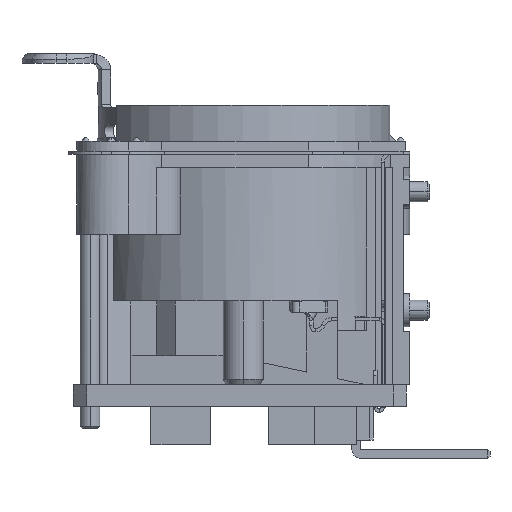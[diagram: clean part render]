
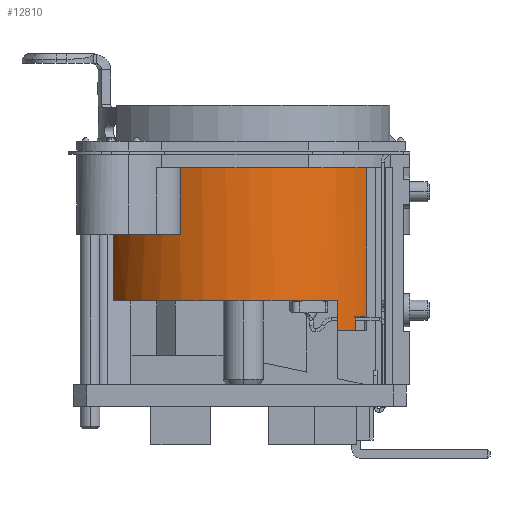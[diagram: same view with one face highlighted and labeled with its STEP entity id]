
A CAD part, left-side view. The second image highlights one B-rep face of the part: STEP entity #12810.
In plain terms, the highlighted cylindrical face has radius 11 mm (diameter 22 mm), a partial arc.
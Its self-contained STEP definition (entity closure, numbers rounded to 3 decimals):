
#21=DIRECTION('',(0.,0.,1.));
#22=VECTOR('',#21,12.2);
#23=CARTESIAN_POINT('',(-5.9,-9.284,-16.9));
#24=LINE('',#23,#22);
#180=CARTESIAN_POINT('',(0.,0.,-4.7));
#181=DIRECTION('',(0.,0.,1.));
#182=DIRECTION('',(-0.46,0.888,0.));
#183=AXIS2_PLACEMENT_3D('',#180,#181,#182);
#226=CARTESIAN_POINT('',(0.,0.,-4.7));
#227=DIRECTION('',(0.,0.,-1.));
#228=DIRECTION('',(-0.536,-0.844,0.));
#229=AXIS2_PLACEMENT_3D('',#226,#227,#228);
#585=CARTESIAN_POINT('',(0.,0.,-14.7));
#586=DIRECTION('',(0.,0.,-1.));
#587=DIRECTION('',(-0.764,-0.645,0.));
#588=AXIS2_PLACEMENT_3D('',#585,#586,#587);
#3518=CARTESIAN_POINT('',(0.,0.,-9.7));
#3519=DIRECTION('',(0.,0.,-1.));
#3520=DIRECTION('',(-0.903,0.43,0.));
#3521=AXIS2_PLACEMENT_3D('',#3518,#3519,#3520);
#3552=DIRECTION('',(0.,0.,1.));
#3553=VECTOR('',#3552,10.);
#3554=CARTESIAN_POINT('',(-5.059,9.768,-14.7));
#3555=LINE('',#3554,#3553);
#3556=DIRECTION('',(0.,0.,-1.));
#3557=VECTOR('',#3556,5.);
#3558=CARTESIAN_POINT('',(-9.933,4.727,-4.7));
#3559=LINE('',#3558,#3557);
#4520=DIRECTION('',(0.,0.,-1.));
#4521=VECTOR('',#4520,2.2);
#4522=CARTESIAN_POINT('',(-8.402,-7.1,-14.7));
#4523=LINE('',#4522,#4521);
#4556=CARTESIAN_POINT('',(0.,0.,-16.9));
#4557=DIRECTION('',(0.,0.,-1.));
#4558=DIRECTION('',(-0.641,-0.768,0.));
#4559=AXIS2_PLACEMENT_3D('',#4556,#4557,#4558);
#4569=DIRECTION('',(0.,0.,-1.));
#4570=VECTOR('',#4569,1.);
#4571=CARTESIAN_POINT('',(-7.05,-8.444,-15.9));
#4572=LINE('',#4571,#4570);
#4609=CARTESIAN_POINT('',(0.,0.,-15.9));
#4610=DIRECTION('',(0.,0.,-1.));
#4611=DIRECTION('',(-0.564,-0.826,0.));
#4612=AXIS2_PLACEMENT_3D('',#4609,#4610,#4611);
#4626=CARTESIAN_POINT('',(0.,0.,-16.9));
#4627=DIRECTION('',(0.,0.,-1.));
#4628=DIRECTION('',(-0.536,-0.844,0.));
#4629=AXIS2_PLACEMENT_3D('',#4626,#4627,#4628);
#4639=DIRECTION('',(0.,0.,-1.));
#4640=VECTOR('',#4639,1.);
#4641=CARTESIAN_POINT('',(-6.2,-9.086,-15.9));
#4642=LINE('',#4641,#4640);
#4722=DIRECTION('',(0.,0.,1.));
#4723=VECTOR('',#4722,5.);
#4724=CARTESIAN_POINT('',(-5.656,9.435,-9.7));
#4725=LINE('',#4724,#4723);
#6415=CARTESIAN_POINT('',(-9.933,4.727,-4.7));
#6417=VERTEX_POINT('',#6415);
#6431=CARTESIAN_POINT('',(-9.933,4.727,-9.7));
#6432=VERTEX_POINT('',#6431);
#6433=CARTESIAN_POINT('',(-5.9,-9.284,-4.7));
#6434=VERTEX_POINT('',#6433);
#6531=CARTESIAN_POINT('',(-5.059,9.768,-4.7));
#6532=CARTESIAN_POINT('',(-5.656,9.435,-4.7));
#6533=VERTEX_POINT('',#6531);
#6534=VERTEX_POINT('',#6532);
#6535=CARTESIAN_POINT('',(-5.656,9.435,-9.7));
#6537=VERTEX_POINT('',#6535);
#6639=CARTESIAN_POINT('',(-5.059,9.768,-14.7));
#6640=VERTEX_POINT('',#6639);
#6645=CARTESIAN_POINT('',(-8.402,-7.1,-14.7));
#6646=VERTEX_POINT('',#6645);
#7361=CARTESIAN_POINT('',(-7.05,-8.444,-16.9));
#7362=CARTESIAN_POINT('',(-8.402,-7.1,-16.9));
#7363=VERTEX_POINT('',#7361);
#7364=VERTEX_POINT('',#7362);
#7365=CARTESIAN_POINT('',(-7.05,-8.444,-15.9));
#7366=VERTEX_POINT('',#7365);
#7371=CARTESIAN_POINT('',(-5.9,-9.284,-16.9));
#7372=VERTEX_POINT('',#7371);
#7373=CARTESIAN_POINT('',(-6.2,-9.086,-15.9));
#7374=VERTEX_POINT('',#7373);
#7377=CARTESIAN_POINT('',(-6.2,-9.086,-16.9));
#7378=VERTEX_POINT('',#7377);
#12780=CARTESIAN_POINT('',(0.,0.,-13.5));
#12781=DIRECTION('',(0.,0.,-1.));
#12782=DIRECTION('',(-1.,0.,0.));
#12783=AXIS2_PLACEMENT_3D('',#12780,#12781,#12782);
#12784=CYLINDRICAL_SURFACE('',#12783,11.);
#12786=ORIENTED_EDGE('',*,*,#12785,.T.);
#12788=ORIENTED_EDGE('',*,*,#12787,.F.);
#12789=ORIENTED_EDGE('',*,*,#8770,.T.);
#12791=ORIENTED_EDGE('',*,*,#12790,.T.);
#12792=ORIENTED_EDGE('',*,*,#8409,.T.);
#12794=ORIENTED_EDGE('',*,*,#12793,.F.);
#12795=ORIENTED_EDGE('',*,*,#12692,.F.);
#12797=ORIENTED_EDGE('',*,*,#12796,.F.);
#12798=ORIENTED_EDGE('',*,*,#8450,.F.);
#12799=ORIENTED_EDGE('',*,*,#8256,.F.);
#12801=ORIENTED_EDGE('',*,*,#12800,.T.);
#12803=ORIENTED_EDGE('',*,*,#12802,.F.);
#12805=ORIENTED_EDGE('',*,*,#12804,.T.);
#12807=ORIENTED_EDGE('',*,*,#12806,.T.);
#12808=EDGE_LOOP('',(#12786,#12788,#12789,#12791,#12792,#12794,#12795,#12797,
#12798,#12799,#12801,#12803,#12805,#12807));
#12809=FACE_OUTER_BOUND('',#12808,.F.);
#12810=ADVANCED_FACE('',(#12809),#12784,.T.);
#184=CIRCLE('',#183,11.);
#230=CIRCLE('',#229,11.);
#589=CIRCLE('',#588,11.);
#3522=CIRCLE('',#3521,11.);
#4560=CIRCLE('',#4559,11.);
#4613=CIRCLE('',#4612,11.);
#4630=CIRCLE('',#4629,11.);
#8256=EDGE_CURVE('',#7372,#6434,#24,.T.);
#8409=EDGE_CURVE('',#6533,#6534,#184,.T.);
#8450=EDGE_CURVE('',#6434,#6417,#230,.T.);
#8770=EDGE_CURVE('',#6646,#6640,#589,.T.);
#12692=EDGE_CURVE('',#6432,#6537,#3522,.T.);
#12785=EDGE_CURVE('',#7363,#7364,#4560,.T.);
#12787=EDGE_CURVE('',#6646,#7364,#4523,.T.);
#12790=EDGE_CURVE('',#6640,#6533,#3555,.T.);
#12793=EDGE_CURVE('',#6537,#6534,#4725,.T.);
#12796=EDGE_CURVE('',#6417,#6432,#3559,.T.);
#12800=EDGE_CURVE('',#7372,#7378,#4630,.T.);
#12802=EDGE_CURVE('',#7374,#7378,#4642,.T.);
#12804=EDGE_CURVE('',#7374,#7366,#4613,.T.);
#12806=EDGE_CURVE('',#7366,#7363,#4572,.T.);
